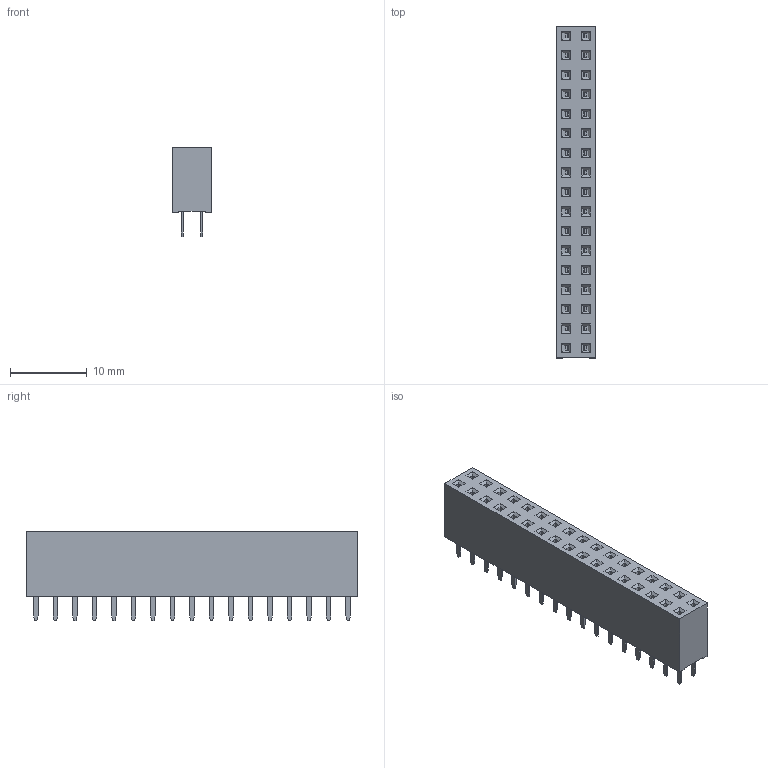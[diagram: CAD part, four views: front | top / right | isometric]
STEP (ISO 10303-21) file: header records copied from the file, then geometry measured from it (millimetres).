
FILE_DESCRIPTION(/* description */ ('model of PinSocket_2x17_P2.54mm_Vertical'),/* implementation_level */ '2;1');
FILE_NAME(/* name */ 'PinSocket_2x17_P2.54mm_Vertical.step',/* time_stamp */ '1970-01-01T00:00:00',/* author */ ('KiCAD','kicad'),/* organization */ ('OCCT'),/* preprocessor_version */ '',/* originating_system */ 'KiCAD',/* authorisation */ '');
FILE_SCHEMA(('AUTOMOTIVE_DESIGN { 1 0 10303 214 1 1 1 1 }'));
Length unit declared in the file: millimetre
Products named in the file (1): PinSocket_2x17_P2.54mm_Vertical
Bounding box: 5.08 x 43.18 x 11.6 mm (x, y, z)
Volume: 1755.8 mm3; surface area: 2108.3 mm2
Topology: 1 solids, 1 shells, 894 faces, 2336 edges, 1512 vertices
Faces by surface type: plane 894
Entity records: 17374 total; most frequent: ORIENTED_EDGE 3572, EDGE_CURVE 2336, LINE 2198, CARTESIAN_POINT 2162, VERTEX_POINT 1512, FACE_BOUND 962, EDGE_LOOP 962, ADVANCED_FACE 894
